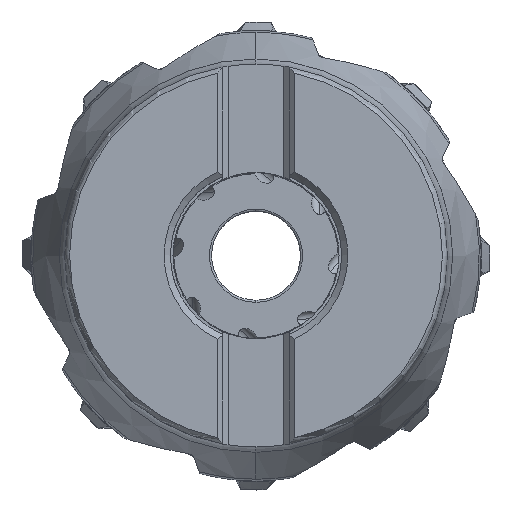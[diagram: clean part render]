
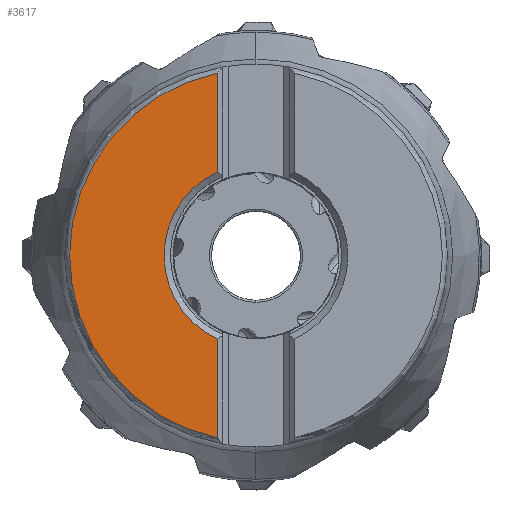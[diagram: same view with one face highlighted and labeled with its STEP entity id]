
A CAD part, top view. The second image highlights one B-rep face of the part: STEP entity #3617.
In plain terms, the highlighted planar face has unit normal (0, 0, 1).
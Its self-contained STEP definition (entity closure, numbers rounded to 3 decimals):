
#355=PLANE('',#21405);
#1607=LINE('',#38659,#2475);
#1608=LINE('',#38663,#2476);
#2475=VECTOR('',#25540,1.);
#2476=VECTOR('',#25543,1.);
#3617=ADVANCED_FACE('',(#4793),#355,.F.);
#4793=FACE_OUTER_BOUND('',#5885,.T.);
#5885=EDGE_LOOP('',(#11050,#11051,#11052,#11053,#11054));
#6888=CIRCLE('',#21401,35.629);
#6889=CIRCLE('',#21402,35.629);
#6890=CIRCLE('',#21404,17.575);
#11050=ORIENTED_EDGE('',*,*,#17766,.F.);
#11051=ORIENTED_EDGE('',*,*,#17767,.F.);
#11052=ORIENTED_EDGE('',*,*,#17768,.F.);
#11053=ORIENTED_EDGE('',*,*,#17765,.F.);
#11054=ORIENTED_EDGE('',*,*,#17764,.F.);
#15130=VERTEX_POINT('',#38632);
#15133=VERTEX_POINT('',#38654);
#15134=VERTEX_POINT('',#38656);
#15135=VERTEX_POINT('',#38660);
#15136=VERTEX_POINT('',#38662);
#17764=EDGE_CURVE('',#15133,#15134,#6888,.T.);
#17765=EDGE_CURVE('',#15134,#15130,#6889,.T.);
#17766=EDGE_CURVE('',#15135,#15133,#1607,.T.);
#17767=EDGE_CURVE('',#15136,#15135,#6890,.T.);
#17768=EDGE_CURVE('',#15130,#15136,#1608,.T.);
#21401=AXIS2_PLACEMENT_3D('',#38655,#25534,#25535);
#21402=AXIS2_PLACEMENT_3D('',#38657,#25536,#25537);
#21404=AXIS2_PLACEMENT_3D('',#38661,#25541,#25542);
#21405=AXIS2_PLACEMENT_3D('',#38664,#25544,#25545);
#25534=DIRECTION('',(0.,0.,-1.));
#25535=DIRECTION('',(-0.206,-0.978,0.));
#25536=DIRECTION('',(0.,0.,-1.));
#25537=DIRECTION('',(-1.,0.002,0.));
#25540=DIRECTION('',(0.,-1.,0.));
#25541=DIRECTION('',(0.,0.,1.));
#25542=DIRECTION('',(-0.418,0.908,0.));
#25543=DIRECTION('',(0.,-1.,0.));
#25544=DIRECTION('',(0.,0.,-1.));
#25545=DIRECTION('',(1.,0.,0.));
#38632=CARTESIAN_POINT('',(-7.35,34.862,0.));
#38654=CARTESIAN_POINT('',(-7.35,-34.862,0.));
#38655=CARTESIAN_POINT('',(0.,0.,0.));
#38656=CARTESIAN_POINT('',(-35.628,0.084,0.));
#38657=CARTESIAN_POINT('',(0.,0.,0.));
#38659=CARTESIAN_POINT('',(-7.35,-15.964,0.));
#38660=CARTESIAN_POINT('',(-7.35,-15.964,0.));
#38661=CARTESIAN_POINT('',(0.,0.,0.));
#38662=CARTESIAN_POINT('',(-7.35,15.964,0.));
#38663=CARTESIAN_POINT('',(-7.35,34.862,0.));
#38664=CARTESIAN_POINT('',(50.,53.674,0.));
